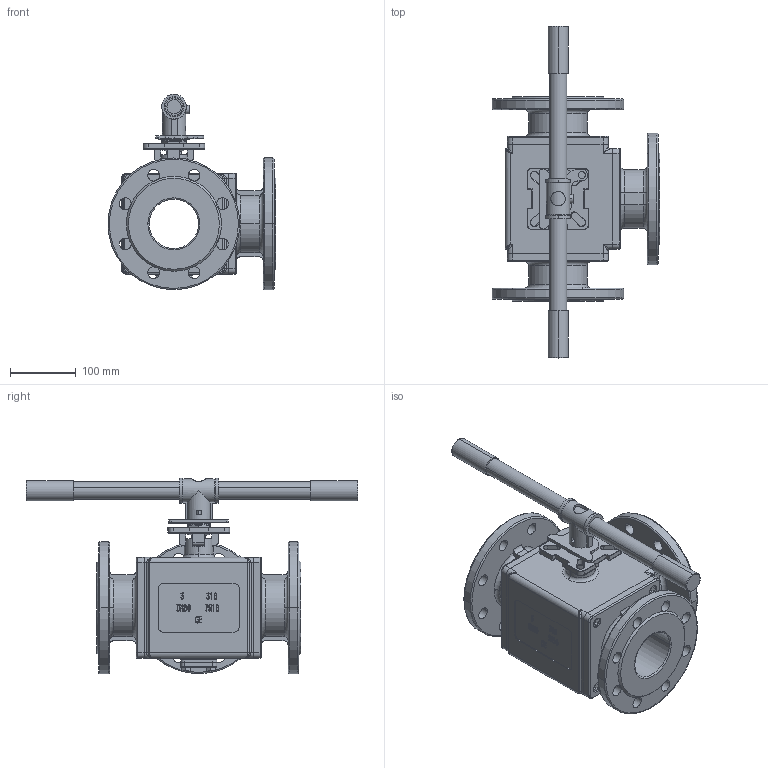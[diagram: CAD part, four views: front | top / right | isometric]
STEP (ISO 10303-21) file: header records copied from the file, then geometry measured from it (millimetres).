
FILE_DESCRIPTION(/* description */ ('Unknown','CAx-IF Rec.Pracs.---Representation and Presentation of Product Manufacturing Information (PMI)---4.0---2014-10-13','CAx-IF Rec.Pracs.---3D Tessellated Geometry---0.4---2014-09-14','2;1'),/* implementation_level */ '2;1');
FILE_NAME(/* name */ '9342_9343-11',/* time_stamp */ '2023-12-06T10:55:51+01:00',/* author */ ('Unknown'),/* organization */ ('Unknown'),/* preprocessor_version */ 'ST-DEVELOPER v18.102',/* originating_system */ 'Solid Edge',/* authorisation */ 'Unknown');
FILE_SCHEMA (('AP242_MANAGED_MODEL_BASED_3D_ENGINEERING_MIM_LF { 1 0 10303 442 1 1 4 }'));
Length unit declared in the file: millimetre
Products named in the file (18): MV-87DT DN80; 概极; 概裔; 概裝; 嘐隅粣; 固定球套; 粣杶; MV-85L-DD-DN100; MV-85L-LM-DN100; MV-85L-FS-DN100; 隅弇蹟邡; 极裔蟈諉蹟邡; 嘐隅粣蹟邡; 忒梟; 癹弇え; 概裝蹟邡; 階佪; 忒梟杶
Assembly tree (34 placements, depth 2):
  MV-87DT DN80
    概极
    概裔  x3
    概裝
    嘐隅粣
    固定球套
    粣杶
    MV-85L-DD-DN100  x2
    MV-85L-LM-DN100
    MV-85L-FS-DN100
    隅弇蹟邡
    极裔蟈諉蹟邡  x11
    嘐隅粣蹟邡  x4
    忒梟
    癹弇え
    概裝蹟邡
    階佪
    忒梟杶  x2
Bounding box: 255 x 504 x 296.65 mm (x, y, z)
Volume: 4320218 mm3; surface area: 871919.4 mm2
Topology: 34 solids, 34 shells, 1505 faces, 3780 edges, 2393 vertices
Faces by surface type: plane 671, cylinder 492, cone 145, bspline 115, torus 82
Entity records: 41126 total; most frequent: CARTESIAN_POINT 15193, ORIENTED_EDGE 5468, DIRECTION 4974, EDGE_CURVE 2734, VERTEX_POINT 1747, AXIS2_PLACEMENT_3D 1742, LINE 1490, VECTOR 1490
